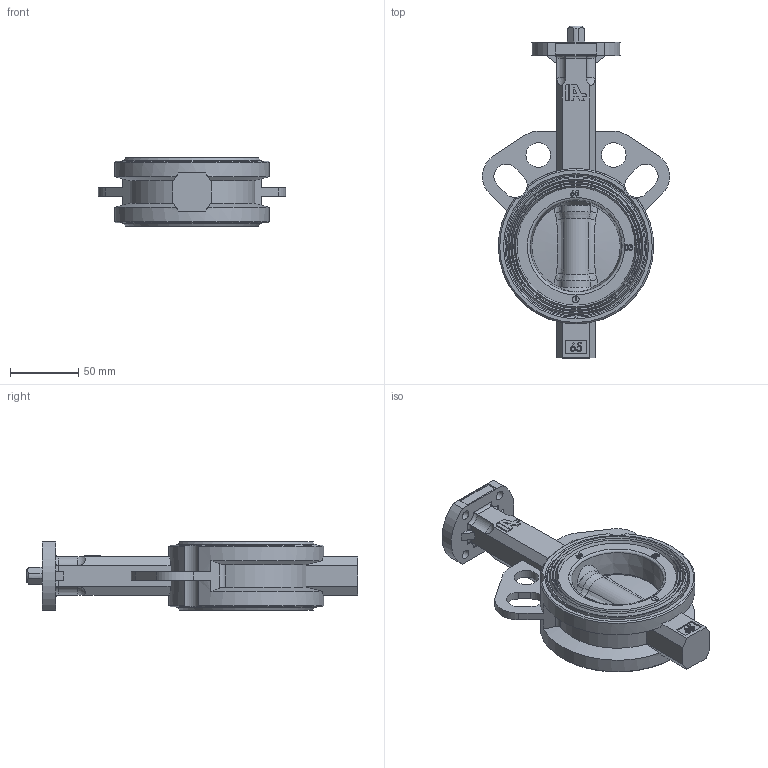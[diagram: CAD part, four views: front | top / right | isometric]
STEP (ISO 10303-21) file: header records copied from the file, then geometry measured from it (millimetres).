
FILE_DESCRIPTION (( 'STEP AP214' ), '1' );
FILE_NAME ('D1K0065.STEP', '2016-04-27T15:26:57', ( '' ), ( '' ), 'SwSTEP 2.0', 'SolidWorks 2014', '' );
FILE_SCHEMA (( 'AUTOMOTIVE_DESIGN' ));
Length unit declared in the file: millimetre
Products named in the file (1): D1K0065
Bounding box: 137.52 x 243.7 x 50 mm (x, y, z)
Surface area: 94373.2 mm2 (no closed solid volume)
Topology: 0 solids, 9 shells, 556 faces, 1755 edges, 1209 vertices
Faces by surface type: plane 311, bspline 135, cylinder 61, cone 39, torus 6, sphere 4
Full cylindrical faces by diameter (mm): 5 x2, 7 x4, 8.4 x2, 12.9 x1, 13.1 x1, 18 x2, 36 x1, 38 x1, 102.5 x2, 104.5 x2
Entity records: 33218 total; most frequent: CARTESIAN_POINT 13184, ORIENTED_EDGE 2977, DIRECTION 2249, EDGE_CURVE 1704, VERTEX_POINT 1200, LINE 953, VECTOR 953, EDGE_LOOP 687
